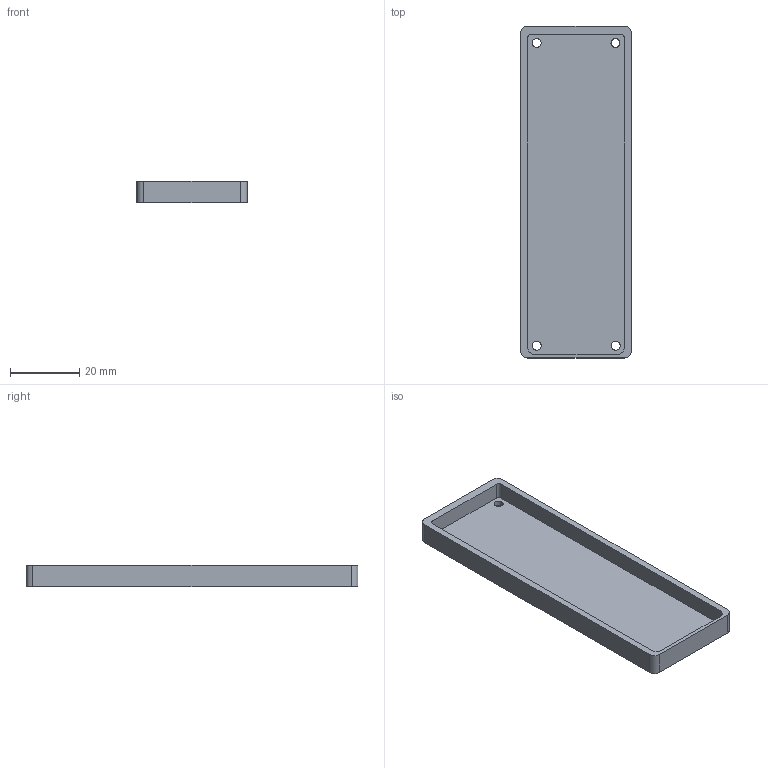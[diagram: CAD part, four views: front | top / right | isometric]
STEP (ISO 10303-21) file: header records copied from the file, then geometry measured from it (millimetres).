
FILE_DESCRIPTION (( 'STEP AP214' ), '1' );
FILE_NAME ('backprotect.STEP', '2020-08-18T19:59:21', ( '' ), ( '' ), 'SwSTEP 2.0', 'SolidWorks 2019', '' );
FILE_SCHEMA (( 'AUTOMOTIVE_DESIGN' ));
Length unit declared in the file: millimetre
Products named in the file (1): backprotect
Bounding box: 31.94 x 96.11 x 6.35 mm (x, y, z)
Volume: 6886.9 mm3; surface area: 8901.6 mm2
Topology: 1 solids, 1 shells, 31 faces, 87 edges, 58 vertices
Faces by surface type: cylinder 17, plane 12, bspline 2
Entity records: 1081 total; most frequent: CARTESIAN_POINT 203, DIRECTION 177, ORIENTED_EDGE 174, EDGE_CURVE 87, AXIS2_PLACEMENT_3D 64, VERTEX_POINT 58, VECTOR 49, LINE 49
